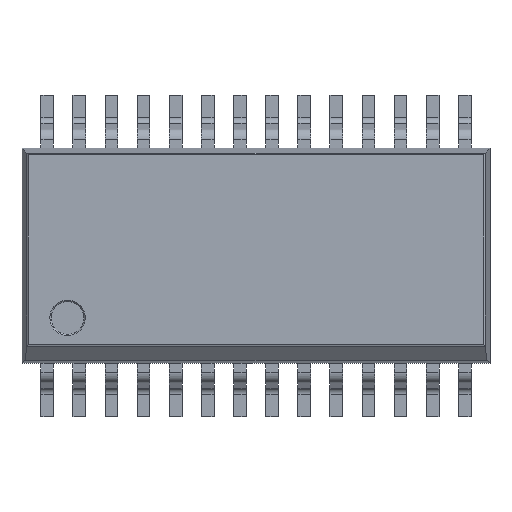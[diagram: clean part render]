
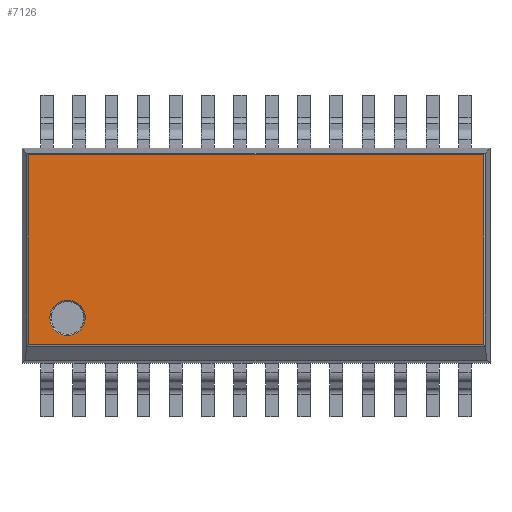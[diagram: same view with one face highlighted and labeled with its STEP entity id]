
A CAD part, top view. The second image highlights one B-rep face of the part: STEP entity #7126.
In plain terms, the highlighted planar face has unit normal (0, 0, 1).
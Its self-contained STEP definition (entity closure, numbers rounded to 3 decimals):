
#185=FACE_BOUND('',#845,.T.);
#186=CIRCLE('',#7587,0.7);
#426=FACE_OUTER_BOUND('',#844,.T.);
#844=EDGE_LOOP('',(#4740,#4741,#4742,#4743));
#845=EDGE_LOOP('',(#4744));
#1270=LINE('',#10390,#2105);
#1272=LINE('',#10395,#2107);
#1278=LINE('',#10405,#2113);
#1280=LINE('',#10408,#2115);
#2105=VECTOR('',#8256,10.);
#2107=VECTOR('',#8260,10.);
#2113=VECTOR('',#8268,10.);
#2115=VECTOR('',#8272,10.);
#2934=VERTEX_POINT('',#10387);
#2935=VERTEX_POINT('',#10389);
#2936=VERTEX_POINT('',#10393);
#2937=VERTEX_POINT('',#10394);
#2945=VERTEX_POINT('',#10422);
#3643=EDGE_CURVE('',#2934,#2935,#1270,.T.);
#3645=EDGE_CURVE('',#2936,#2937,#1272,.T.);
#3651=EDGE_CURVE('',#2937,#2934,#1278,.T.);
#3653=EDGE_CURVE('',#2935,#2936,#1280,.T.);
#3660=EDGE_CURVE('',#2945,#2945,#186,.T.);
#4740=ORIENTED_EDGE('',*,*,#3645,.F.);
#4741=ORIENTED_EDGE('',*,*,#3653,.F.);
#4742=ORIENTED_EDGE('',*,*,#3643,.F.);
#4743=ORIENTED_EDGE('',*,*,#3651,.F.);
#4744=ORIENTED_EDGE('',*,*,#3660,.F.);
#6822=PLANE('',#7586);
#7126=ADVANCED_FACE('',(#426,#185),#6822,.T.);
#7586=AXIS2_PLACEMENT_3D('',#10421,#8283,#8284);
#7587=AXIS2_PLACEMENT_3D('',#10423,#8285,#8286);
#8256=DIRECTION('',(0.,1.,0.));
#8260=DIRECTION('',(0.,-1.,0.));
#8268=DIRECTION('',(-1.,0.,0.));
#8272=DIRECTION('',(1.,0.,0.));
#8283=DIRECTION('center_axis',(0.,0.,1.));
#8284=DIRECTION('ref_axis',(1.,0.,0.));
#8285=DIRECTION('center_axis',(0.,0.,1.));
#8286=DIRECTION('ref_axis',(1.,0.,0.));
#10387=CARTESIAN_POINT('',(-9.,-3.5,3.05));
#10389=CARTESIAN_POINT('',(-9.,4.,3.05));
#10390=CARTESIAN_POINT('',(-9.,1.063,3.05));
#10393=CARTESIAN_POINT('',(9.,4.,3.05));
#10394=CARTESIAN_POINT('',(9.,-3.5,3.05));
#10395=CARTESIAN_POINT('',(9.,-1.063,3.05));
#10405=CARTESIAN_POINT('',(-1.156,-3.5,3.05));
#10408=CARTESIAN_POINT('',(2.313,4.,3.05));
#10421=CARTESIAN_POINT('Origin',(0.,0.,3.05));
#10422=CARTESIAN_POINT('',(-8.15,-2.45,3.05));
#10423=CARTESIAN_POINT('Origin',(-7.45,-2.45,3.05));
